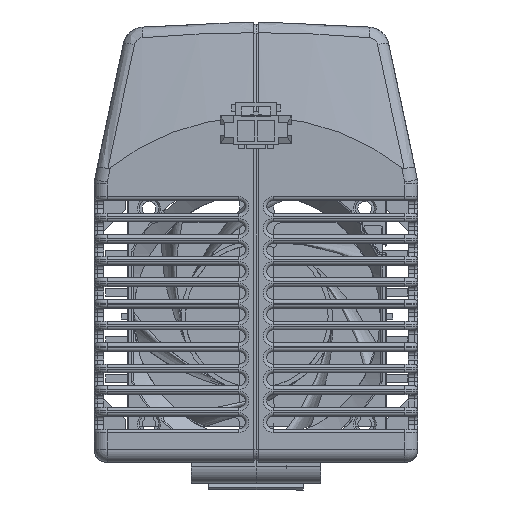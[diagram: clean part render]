
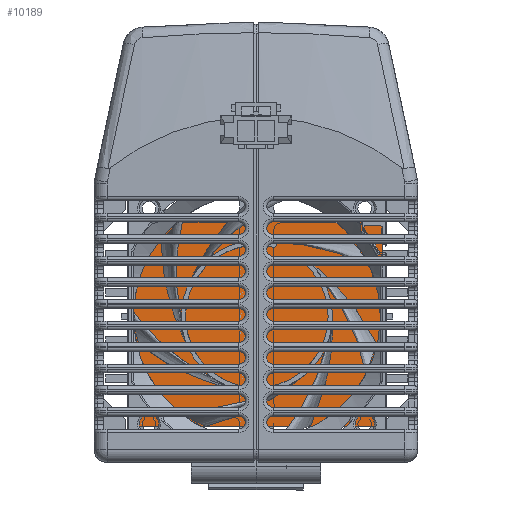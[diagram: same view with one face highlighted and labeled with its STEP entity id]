
A CAD part, front view. The second image highlights one B-rep face of the part: STEP entity #10189.
In plain terms, the highlighted planar face has unit normal (0, -1, 0).
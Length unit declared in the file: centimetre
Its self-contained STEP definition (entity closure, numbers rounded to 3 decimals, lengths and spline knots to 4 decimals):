
#351 = CARTESIAN_POINT ( 'NONE',  ( -2.0745, -2.8186, -2.5469 ) ) ;
#1730 = LINE ( 'NONE', #15083, #2742 ) ;
#2742 = VECTOR ( 'NONE', #68261, 100. ) ;
#3475 = VERTEX_POINT ( 'NONE', #42118 ) ;
#4948 = EDGE_CURVE ( 'NONE', #3475, #59563, #50295, .T. ) ;
#5885 = CARTESIAN_POINT ( 'NONE',  ( -2.0745, -2.8186, 2.2702 ) ) ;
#10189 = ADVANCED_FACE ( 'NONE', ( #73360 ), #10604, .F. ) ;
#10604 = PLANE ( 'NONE',  #30288 ) ;
#11487 = DIRECTION ( 'NONE',  ( 0., 0., 1. ) ) ;
#13632 = CARTESIAN_POINT ( 'NONE',  ( -7.9149, -2.8186, -2.5469 ) ) ;
#15083 = CARTESIAN_POINT ( 'NONE',  ( -7.9149, -2.8186, -2.5469 ) ) ;
#15229 = VECTOR ( 'NONE', #75247, 100. ) ;
#16724 = VERTEX_POINT ( 'NONE', #58981 ) ;
#20276 = EDGE_LOOP ( 'NONE', ( #85774, #23173, #79665, #58275 ) ) ;
#23173 = ORIENTED_EDGE ( 'NONE', *, *, #4948, .F. ) ;
#27655 = EDGE_CURVE ( 'NONE', #16724, #3475, #40906, .T. ) ;
#30288 = AXIS2_PLACEMENT_3D ( 'NONE', #43758, #58160, #11487 ) ;
#32532 = VECTOR ( 'NONE', #33998, 100. ) ;
#33998 = DIRECTION ( 'NONE',  ( 1., 0., 0. ) ) ;
#40906 = LINE ( 'NONE', #13632, #49271 ) ;
#42118 = CARTESIAN_POINT ( 'NONE',  ( -7.9149, -2.8186, 2.2702 ) ) ;
#43758 = CARTESIAN_POINT ( 'NONE',  ( 0., -2.8186, 0. ) ) ;
#47627 = DIRECTION ( 'NONE',  ( 0., 0., 1. ) ) ;
#49271 = VECTOR ( 'NONE', #47627, 100. ) ;
#50295 = LINE ( 'NONE', #53343, #32532 ) ;
#51205 = EDGE_CURVE ( 'NONE', #61914, #16724, #1730, .T. ) ;
#53343 = CARTESIAN_POINT ( 'NONE',  ( -7.9149, -2.8186, 2.2702 ) ) ;
#58160 = DIRECTION ( 'NONE',  ( 0., 1., 0. ) ) ;
#58275 = ORIENTED_EDGE ( 'NONE', *, *, #51205, .F. ) ;
#58981 = CARTESIAN_POINT ( 'NONE',  ( -7.9149, -2.8186, -2.5469 ) ) ;
#59563 = VERTEX_POINT ( 'NONE', #5885 ) ;
#61914 = VERTEX_POINT ( 'NONE', #84893 ) ;
#62513 = LINE ( 'NONE', #351, #15229 ) ;
#68261 = DIRECTION ( 'NONE',  ( -1., 0., 0. ) ) ;
#73360 = FACE_OUTER_BOUND ( 'NONE', #20276, .T. ) ;
#75247 = DIRECTION ( 'NONE',  ( 0., 0., -1. ) ) ;
#75788 = EDGE_CURVE ( 'NONE', #59563, #61914, #62513, .T. ) ;
#79665 = ORIENTED_EDGE ( 'NONE', *, *, #27655, .F. ) ;
#84893 = CARTESIAN_POINT ( 'NONE',  ( -2.0745, -2.8186, -2.5469 ) ) ;
#85774 = ORIENTED_EDGE ( 'NONE', *, *, #75788, .F. ) ;
